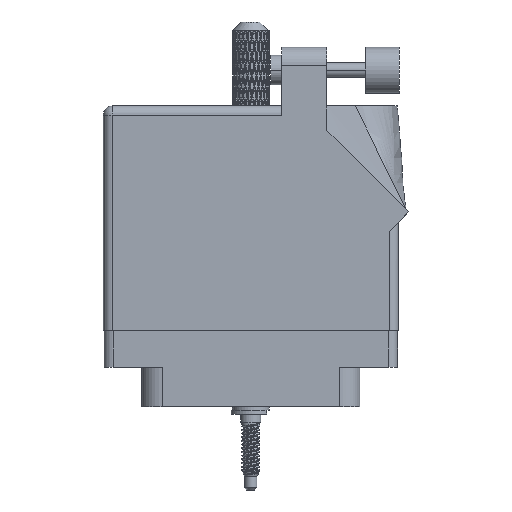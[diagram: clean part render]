
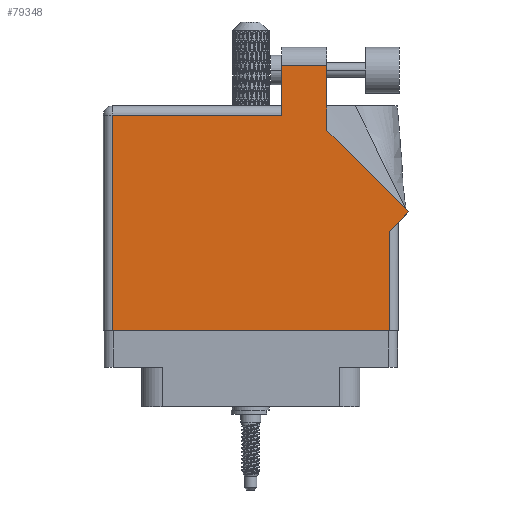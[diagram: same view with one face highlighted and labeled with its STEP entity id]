
A CAD part, front view. The second image highlights one B-rep face of the part: STEP entity #79348.
In plain terms, the highlighted face is planar.
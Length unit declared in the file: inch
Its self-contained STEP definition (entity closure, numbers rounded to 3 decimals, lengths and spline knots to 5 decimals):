
#82 = EDGE_CURVE ( 'NONE', #61007, #77005, #8905, .T. ) ;
#2318 = LINE ( 'NONE', #80384, #45756 ) ;
#3435 = PLANE ( 'NONE',  #94196 ) ;
#3941 = VERTEX_POINT ( 'NONE', #8611 ) ;
#8611 = CARTESIAN_POINT ( 'NONE',  ( 0.943, -0.1, 0.455 ) ) ;
#8633 = CARTESIAN_POINT ( 'NONE',  ( -1.005, 1.368, 0.455 ) ) ;
#8664 = CARTESIAN_POINT ( 'NONE',  ( 1.07571, 0.70771, 0.455 ) ) ;
#8905 = LINE ( 'NONE', #73561, #93255 ) ;
#9368 = ORIENTED_EDGE ( 'NONE', *, *, #97747, .T. ) ;
#11934 = CARTESIAN_POINT ( 'NONE',  ( -1.005, -0.1, 0.455 ) ) ;
#13488 = CARTESIAN_POINT ( 'NONE',  ( 0.212, 1.705, 0.455 ) ) ;
#14898 = VECTOR ( 'NONE', #16228, 39.37008 ) ;
#15505 = CARTESIAN_POINT ( 'NONE',  ( -0.943, -0.1, 0.455 ) ) ;
#16228 = DIRECTION ( 'NONE',  ( 0., -1., 0. ) ) ;
#16863 = ORIENTED_EDGE ( 'NONE', *, *, #58529, .T. ) ;
#17753 = LINE ( 'NONE', #8664, #24165 ) ;
#20771 = LINE ( 'NONE', #99845, #32224 ) ;
#20956 = CARTESIAN_POINT ( 'NONE',  ( -1.005, 1.43, 0.455 ) ) ;
#23933 = ORIENTED_EDGE ( 'NONE', *, *, #73025, .T. ) ;
#24165 = VECTOR ( 'NONE', #90775, 39.37008 ) ;
#28030 = FACE_OUTER_BOUND ( 'NONE', #70521, .T. ) ;
#30242 = LINE ( 'NONE', #15505, #14898 ) ;
#32224 = VECTOR ( 'NONE', #34204, 39.37008 ) ;
#34204 = DIRECTION ( 'NONE',  ( 0., -1., 0. ) ) ;
#36052 = VECTOR ( 'NONE', #63926, 39.37008 ) ;
#39285 = DIRECTION ( 'NONE',  ( 0., 1., 0. ) ) ;
#40484 = ORIENTED_EDGE ( 'NONE', *, *, #79355, .T. ) ;
#40512 = ORIENTED_EDGE ( 'NONE', *, *, #76267, .T. ) ;
#41770 = DIRECTION ( 'NONE',  ( 0.707, 0.707, 0. ) ) ;
#42072 = VECTOR ( 'NONE', #45893, 39.37008 ) ;
#44976 = VERTEX_POINT ( 'NONE', #13488 ) ;
#45756 = VECTOR ( 'NONE', #39285, 39.37008 ) ;
#45893 = DIRECTION ( 'NONE',  ( -1., 0., 0. ) ) ;
#47802 = CARTESIAN_POINT ( 'NONE',  ( 0.943, 0.637, 0.455 ) ) ;
#52711 = ORIENTED_EDGE ( 'NONE', *, *, #82, .T. ) ;
#54751 = CARTESIAN_POINT ( 'NONE',  ( 0.519, 1.26442, 0.455 ) ) ;
#57546 = DIRECTION ( 'NONE',  ( -1., 0., 0. ) ) ;
#58529 = EDGE_CURVE ( 'NONE', #92472, #102568, #2318, .T. ) ;
#59328 = CARTESIAN_POINT ( 'NONE',  ( 0.212, 1.368, 0.455 ) ) ;
#61007 = VERTEX_POINT ( 'NONE', #97697 ) ;
#62759 = EDGE_CURVE ( 'NONE', #69250, #72174, #88655, .T. ) ;
#63926 = DIRECTION ( 'NONE',  ( 0., 1., 0. ) ) ;
#67430 = EDGE_CURVE ( 'NONE', #77005, #92472, #17753, .T. ) ;
#68980 = CARTESIAN_POINT ( 'NONE',  ( 0.519, 1.705, 0.455 ) ) ;
#69250 = VERTEX_POINT ( 'NONE', #59328 ) ;
#70521 = EDGE_LOOP ( 'NONE', ( #16863, #40484, #75420, #93846, #9368, #40512, #23933, #52711, #102826 ) ) ;
#70921 = DIRECTION ( 'NONE',  ( 0., 0., -1. ) ) ;
#72174 = VERTEX_POINT ( 'NONE', #91005 ) ;
#73025 = EDGE_CURVE ( 'NONE', #3941, #61007, #79568, .T. ) ;
#73101 = LINE ( 'NONE', #11934, #75660 ) ;
#73116 = VERTEX_POINT ( 'NONE', #85361 ) ;
#73561 = CARTESIAN_POINT ( 'NONE',  ( 1.005, 0.637, 0.455 ) ) ;
#74255 = EDGE_CURVE ( 'NONE', #44976, #69250, #20771, .T. ) ;
#75420 = ORIENTED_EDGE ( 'NONE', *, *, #74255, .T. ) ;
#75660 = VECTOR ( 'NONE', #93392, 39.37008 ) ;
#76267 = EDGE_CURVE ( 'NONE', #73116, #3941, #73101, .T. ) ;
#77005 = VERTEX_POINT ( 'NONE', #80551 ) ;
#79348 = ADVANCED_FACE ( 'NONE', ( #28030 ), #3435, .F. ) ;
#79355 = EDGE_CURVE ( 'NONE', #102568, #44976, #88123, .T. ) ;
#79568 = LINE ( 'NONE', #47802, #36052 ) ;
#80384 = CARTESIAN_POINT ( 'NONE',  ( 0.519, 1.26442, 0.455 ) ) ;
#80551 = CARTESIAN_POINT ( 'NONE',  ( 1.07571, 0.70771, 0.455 ) ) ;
#85361 = CARTESIAN_POINT ( 'NONE',  ( -0.943, -0.1, 0.455 ) ) ;
#88123 = LINE ( 'NONE', #102259, #42072 ) ;
#88655 = LINE ( 'NONE', #8633, #97555 ) ;
#90775 = DIRECTION ( 'NONE',  ( -0.707, 0.707, 0. ) ) ;
#91005 = CARTESIAN_POINT ( 'NONE',  ( -0.943, 1.368, 0.455 ) ) ;
#92472 = VERTEX_POINT ( 'NONE', #54751 ) ;
#93255 = VECTOR ( 'NONE', #41770, 39.37008 ) ;
#93392 = DIRECTION ( 'NONE',  ( 1., 0., 0. ) ) ;
#93846 = ORIENTED_EDGE ( 'NONE', *, *, #62759, .T. ) ;
#94196 = AXIS2_PLACEMENT_3D ( 'NONE', #20956, #70921, #102624 ) ;
#97555 = VECTOR ( 'NONE', #57546, 39.37008 ) ;
#97697 = CARTESIAN_POINT ( 'NONE',  ( 0.943, 0.575, 0.455 ) ) ;
#97747 = EDGE_CURVE ( 'NONE', #72174, #73116, #30242, .T. ) ;
#99845 = CARTESIAN_POINT ( 'NONE',  ( 0.212, 1.43, 0.455 ) ) ;
#102259 = CARTESIAN_POINT ( 'NONE',  ( 0.212, 1.705, 0.455 ) ) ;
#102568 = VERTEX_POINT ( 'NONE', #68980 ) ;
#102624 = DIRECTION ( 'NONE',  ( -1., 0., 0. ) ) ;
#102826 = ORIENTED_EDGE ( 'NONE', *, *, #67430, .T. ) ;
